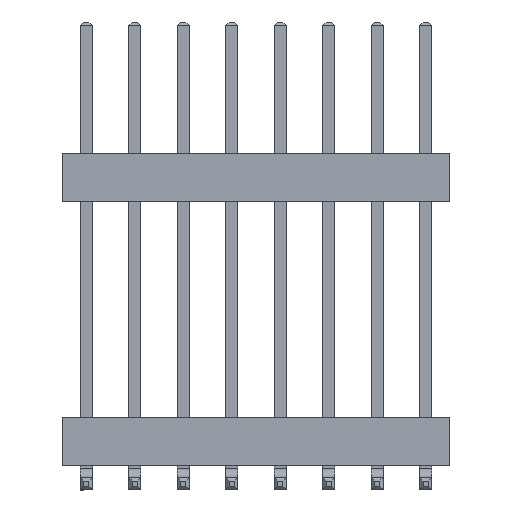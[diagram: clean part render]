
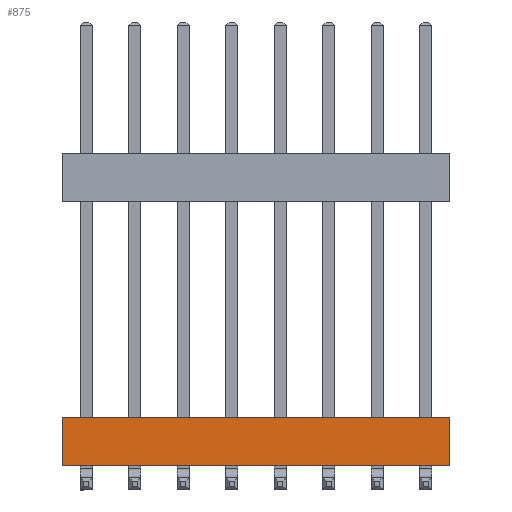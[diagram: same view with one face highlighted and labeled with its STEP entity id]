
A CAD part, top view. The second image highlights one B-rep face of the part: STEP entity #875.
In plain terms, the highlighted planar face has unit normal (0, 0, 1).
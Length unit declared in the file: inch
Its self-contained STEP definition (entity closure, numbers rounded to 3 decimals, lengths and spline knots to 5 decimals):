
#875 = ADVANCED_FACE( '', ( #2080 ), #2081, .F. );
#2080 = FACE_OUTER_BOUND( '', #3692, .T. );
#2081 = PLANE( '', #3693 );
#3692 = EDGE_LOOP( '', ( #6112, #6113, #6114, #6115 ) );
#3693 = AXIS2_PLACEMENT_3D( '', #6116, #6117, #6118 );
#6112 = ORIENTED_EDGE( '', *, *, #10132, .T. );
#6113 = ORIENTED_EDGE( '', *, *, #9467, .F. );
#6114 = ORIENTED_EDGE( '', *, *, #10133, .F. );
#6115 = ORIENTED_EDGE( '', *, *, #10134, .T. );
#6116 = CARTESIAN_POINT( '', ( -0.4, 0.1, 0.1 ) );
#6117 = DIRECTION( '', ( 0., 0., -1. ) );
#6118 = DIRECTION( '', ( -1., 0., 0. ) );
#9467 = EDGE_CURVE( '', #11295, #11282, #11297, .T. );
#10132 = EDGE_CURVE( '', #12400, #11282, #12401, .T. );
#10133 = EDGE_CURVE( '', #12402, #11295, #12403, .T. );
#10134 = EDGE_CURVE( '', #12402, #12400, #12404, .T. );
#11282 = VERTEX_POINT( '', #13912 );
#11295 = VERTEX_POINT( '', #13931 );
#11297 = LINE( '', #13934, #13935 );
#12400 = VERTEX_POINT( '', #15532 );
#12401 = LINE( '', #15533, #15534 );
#12402 = VERTEX_POINT( '', #15535 );
#12403 = LINE( '', #15536, #15537 );
#12404 = LINE( '', #15538, #15539 );
#13912 = CARTESIAN_POINT( '', ( 0.4, 0., 0.1 ) );
#13931 = CARTESIAN_POINT( '', ( 0.4, 0.1, 0.1 ) );
#13934 = CARTESIAN_POINT( '', ( 0.4, 0.1, 0.1 ) );
#13935 = VECTOR( '', #17617, 39.37008 );
#15532 = CARTESIAN_POINT( '', ( -0.4, 0., 0.1 ) );
#15533 = CARTESIAN_POINT( '', ( -0.4, 0., 0.1 ) );
#15534 = VECTOR( '', #18223, 39.37008 );
#15535 = CARTESIAN_POINT( '', ( -0.4, 0.1, 0.1 ) );
#15536 = CARTESIAN_POINT( '', ( -0.4, 0.1, 0.1 ) );
#15537 = VECTOR( '', #18224, 39.37008 );
#15538 = CARTESIAN_POINT( '', ( -0.4, 0.1, 0.1 ) );
#15539 = VECTOR( '', #18225, 39.37008 );
#17617 = DIRECTION( '', ( 0., -1., 0. ) );
#18223 = DIRECTION( '', ( 1., 0., 0. ) );
#18224 = DIRECTION( '', ( 1., 0., 0. ) );
#18225 = DIRECTION( '', ( 0., -1., 0. ) );
